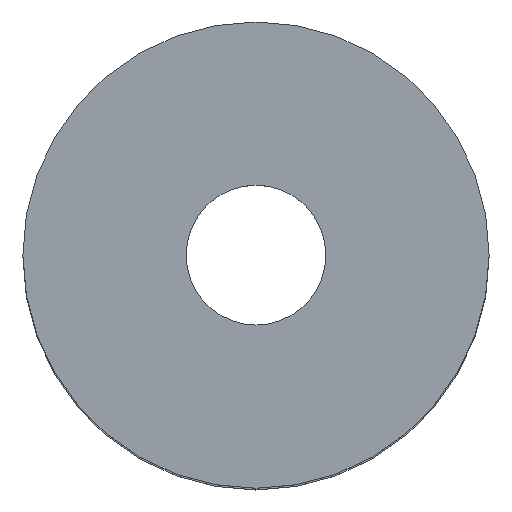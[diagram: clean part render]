
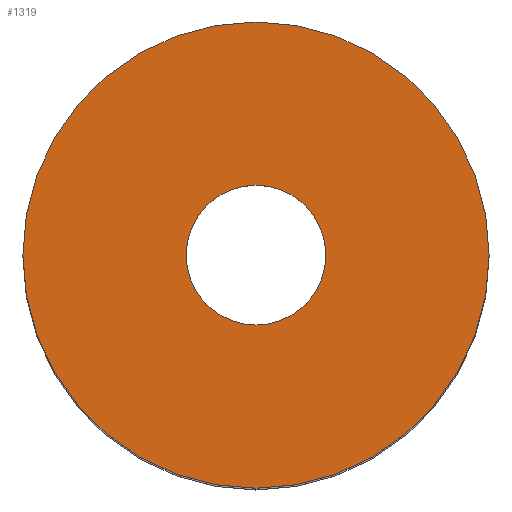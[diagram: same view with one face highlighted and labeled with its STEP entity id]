
A CAD part, top view. The second image highlights one B-rep face of the part: STEP entity #1319.
In plain terms, the highlighted planar face has unit normal (0, 0, 1).
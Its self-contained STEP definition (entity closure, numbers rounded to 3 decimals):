
#2 = DIRECTION ( 'NONE',  ( 0., 0., 1. ) ) ;
#23 = FACE_OUTER_BOUND ( 'NONE', #1418, .T. ) ;
#43 = DIRECTION ( 'NONE',  ( 1., 0., 0. ) ) ;
#59 = CARTESIAN_POINT ( 'NONE',  ( 7.5, 0., 1. ) ) ;
#181 = EDGE_CURVE ( 'NONE', #2399, #253, #1324, .T. ) ;
#253 = VERTEX_POINT ( 'NONE', #2915 ) ;
#330 = EDGE_LOOP ( 'NONE', ( #2300, #2626 ) ) ;
#354 = AXIS2_PLACEMENT_3D ( 'NONE', #1557, #2, #1777 ) ;
#485 = EDGE_CURVE ( 'NONE', #2284, #1466, #1054, .T. ) ;
#510 = DIRECTION ( 'NONE',  ( 1., 0., 0. ) ) ;
#628 = EDGE_CURVE ( 'NONE', #1466, #2284, #3072, .T. ) ;
#638 = ORIENTED_EDGE ( 'NONE', *, *, #628, .T. ) ;
#651 = ORIENTED_EDGE ( 'NONE', *, *, #485, .T. ) ;
#686 = CARTESIAN_POINT ( 'NONE',  ( 0., 0., 1. ) ) ;
#804 = PLANE ( 'NONE',  #890 ) ;
#872 = CARTESIAN_POINT ( 'NONE',  ( 0., 0., 1. ) ) ;
#890 = AXIS2_PLACEMENT_3D ( 'NONE', #2873, #1283, #510 ) ;
#905 = CARTESIAN_POINT ( 'NONE',  ( 0., 0., 1. ) ) ;
#1054 = CIRCLE ( 'NONE', #3080, 7.5 ) ;
#1283 = DIRECTION ( 'NONE',  ( 0., 0., 1. ) ) ;
#1319 = ADVANCED_FACE ( 'NONE', ( #2804, #23 ), #804, .T. ) ;
#1324 = CIRCLE ( 'NONE', #1333, 2.248 ) ;
#1333 = AXIS2_PLACEMENT_3D ( 'NONE', #872, #1671, #1899 ) ;
#1418 = EDGE_LOOP ( 'NONE', ( #638, #651 ) ) ;
#1466 = VERTEX_POINT ( 'NONE', #1492 ) ;
#1492 = CARTESIAN_POINT ( 'NONE',  ( -7.5, 0., 1. ) ) ;
#1548 = EDGE_CURVE ( 'NONE', #253, #2399, #1757, .T. ) ;
#1557 = CARTESIAN_POINT ( 'NONE',  ( 0., 0., 1. ) ) ;
#1671 = DIRECTION ( 'NONE',  ( 0., 0., 1. ) ) ;
#1717 = DIRECTION ( 'NONE',  ( 0., 0., 1. ) ) ;
#1757 = CIRCLE ( 'NONE', #354, 2.248 ) ;
#1777 = DIRECTION ( 'NONE',  ( 1., 0., 0. ) ) ;
#1899 = DIRECTION ( 'NONE',  ( 1., 0., 0. ) ) ;
#1916 = CARTESIAN_POINT ( 'NONE',  ( 2.248, 0., 1. ) ) ;
#1938 = DIRECTION ( 'NONE',  ( 1., 0., 0. ) ) ;
#2066 = DIRECTION ( 'NONE',  ( 0., 0., 1. ) ) ;
#2284 = VERTEX_POINT ( 'NONE', #59 ) ;
#2300 = ORIENTED_EDGE ( 'NONE', *, *, #181, .F. ) ;
#2399 = VERTEX_POINT ( 'NONE', #1916 ) ;
#2626 = ORIENTED_EDGE ( 'NONE', *, *, #1548, .F. ) ;
#2804 = FACE_BOUND ( 'NONE', #330, .T. ) ;
#2873 = CARTESIAN_POINT ( 'NONE',  ( 0., 0., 1. ) ) ;
#2915 = CARTESIAN_POINT ( 'NONE',  ( -2.248, 0., 1. ) ) ;
#2973 = AXIS2_PLACEMENT_3D ( 'NONE', #905, #1717, #1938 ) ;
#3072 = CIRCLE ( 'NONE', #2973, 7.5 ) ;
#3080 = AXIS2_PLACEMENT_3D ( 'NONE', #686, #2066, #43 ) ;
